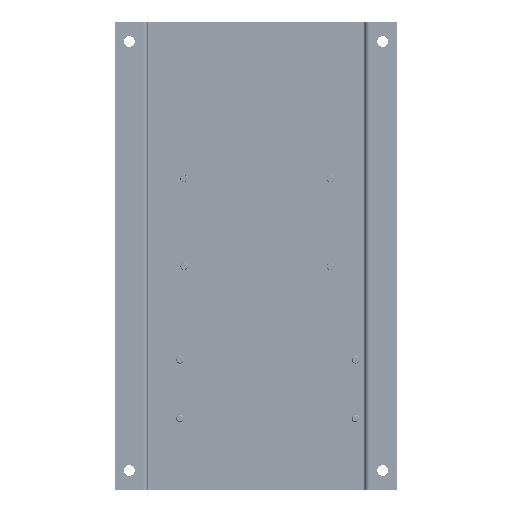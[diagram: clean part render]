
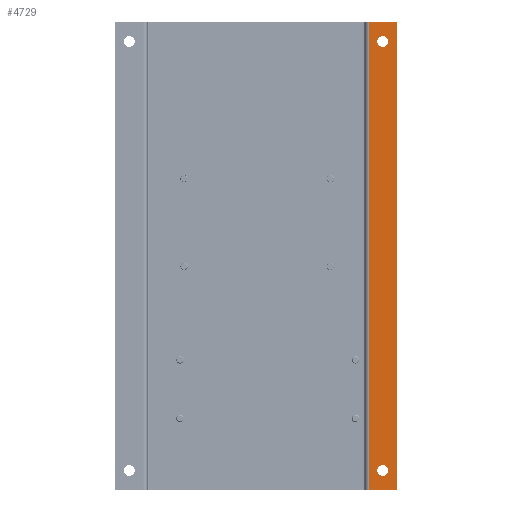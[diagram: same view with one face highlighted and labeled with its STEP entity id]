
A CAD part, front view. The second image highlights one B-rep face of the part: STEP entity #4729.
In plain terms, the highlighted planar face has unit normal (0, -1, 0).
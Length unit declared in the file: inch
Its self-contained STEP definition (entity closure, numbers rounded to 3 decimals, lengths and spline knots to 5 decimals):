
#3926 = DIRECTION ( 'NONE',  ( 0., 1., 0. ) ) ;
#4729 = ADVANCED_FACE ( 'NONE', ( #168103, #173400, #36741 ), #122910, .F. ) ;
#6702 = CARTESIAN_POINT ( 'NONE',  ( 6.44, -7.125, -12.6595 ) ) ;
#14386 = DIRECTION ( 'NONE',  ( -1., 0., 0. ) ) ;
#15304 = CARTESIAN_POINT ( 'NONE',  ( 6.44, -7.125, 9.3405 ) ) ;
#23779 = DIRECTION ( 'NONE',  ( 0., 0., -1. ) ) ;
#30086 = ORIENTED_EDGE ( 'NONE', *, *, #171040, .T. ) ;
#31935 = LINE ( 'NONE', #32269, #117641 ) ;
#32269 = CARTESIAN_POINT ( 'NONE',  ( 5.69, -7.125, 10.3405 ) ) ;
#32456 = DIRECTION ( 'NONE',  ( 0., 0., -1. ) ) ;
#33507 = VERTEX_POINT ( 'NONE', #142829 ) ;
#35413 = LINE ( 'NONE', #201671, #161349 ) ;
#35794 = AXIS2_PLACEMENT_3D ( 'NONE', #106340, #3926, #123647 ) ;
#36483 = ORIENTED_EDGE ( 'NONE', *, *, #181544, .F. ) ;
#36741 = FACE_OUTER_BOUND ( 'NONE', #64713, .T. ) ;
#42223 = EDGE_LOOP ( 'NONE', ( #179789, #61629 ) ) ;
#42759 = AXIS2_PLACEMENT_3D ( 'NONE', #15304, #135094, #32456 ) ;
#47246 = AXIS2_PLACEMENT_3D ( 'NONE', #177635, #74975, #194825 ) ;
#48846 = EDGE_CURVE ( 'NONE', #33507, #210688, #53815, .T. ) ;
#53226 = ORIENTED_EDGE ( 'NONE', *, *, #122674, .T. ) ;
#53815 = CIRCLE ( 'NONE', #47246, 0.281 ) ;
#55444 = CARTESIAN_POINT ( 'NONE',  ( 7.19, -7.125, -13.6595 ) ) ;
#56464 = VECTOR ( 'NONE', #118959, 39.37008 ) ;
#58561 = DIRECTION ( 'NONE',  ( 0., 1., 0. ) ) ;
#61326 = VECTOR ( 'NONE', #72640, 39.37008 ) ;
#61629 = ORIENTED_EDGE ( 'NONE', *, *, #48846, .T. ) ;
#61847 = LINE ( 'NONE', #153469, #56464 ) ;
#62753 = ORIENTED_EDGE ( 'NONE', *, *, #204090, .F. ) ;
#64713 = EDGE_LOOP ( 'NONE', ( #71394, #62753, #36483, #131563 ) ) ;
#71394 = ORIENTED_EDGE ( 'NONE', *, *, #201670, .T. ) ;
#72640 = DIRECTION ( 'NONE',  ( 0., 0., 1. ) ) ;
#74975 = DIRECTION ( 'NONE',  ( 0., 1., 0. ) ) ;
#82490 = VERTEX_POINT ( 'NONE', #168579 ) ;
#88144 = VERTEX_POINT ( 'NONE', #209861 ) ;
#88540 = EDGE_LOOP ( 'NONE', ( #30086, #53226 ) ) ;
#89220 = CIRCLE ( 'NONE', #115449, 0.281 ) ;
#103851 = CARTESIAN_POINT ( 'NONE',  ( 7.19, -7.125, -13.6595 ) ) ;
#106340 = CARTESIAN_POINT ( 'NONE',  ( 5.69, -7.125, -13.6595 ) ) ;
#114107 = CARTESIAN_POINT ( 'NONE',  ( 6.44, -7.125, -12.9405 ) ) ;
#115449 = AXIS2_PLACEMENT_3D ( 'NONE', #161156, #58561, #178404 ) ;
#115755 = VERTEX_POINT ( 'NONE', #152948 ) ;
#117641 = VECTOR ( 'NONE', #14386, 39.37008 ) ;
#118959 = DIRECTION ( 'NONE',  ( 0., 0., 1. ) ) ;
#122674 = EDGE_CURVE ( 'NONE', #115755, #124245, #131531, .T. ) ;
#122910 = PLANE ( 'NONE',  #35794 ) ;
#123647 = DIRECTION ( 'NONE',  ( 1., 0., 0. ) ) ;
#124245 = VERTEX_POINT ( 'NONE', #177327 ) ;
#125957 = EDGE_CURVE ( 'NONE', #210688, #33507, #198855, .T. ) ;
#126444 = DIRECTION ( 'NONE',  ( 0., 1., 0. ) ) ;
#131531 = CIRCLE ( 'NONE', #42759, 0.281 ) ;
#131563 = ORIENTED_EDGE ( 'NONE', *, *, #213864, .T. ) ;
#135094 = DIRECTION ( 'NONE',  ( 0., 1., 0. ) ) ;
#142829 = CARTESIAN_POINT ( 'NONE',  ( 6.44, -7.125, -12.3785 ) ) ;
#143466 = VERTEX_POINT ( 'NONE', #103851 ) ;
#150778 = DIRECTION ( 'NONE',  ( -1., 0., 0. ) ) ;
#152469 = LINE ( 'NONE', #55444, #61326 ) ;
#152948 = CARTESIAN_POINT ( 'NONE',  ( 6.44, -7.125, 9.6215 ) ) ;
#153469 = CARTESIAN_POINT ( 'NONE',  ( 5.75, -7.125, -13.6595 ) ) ;
#161156 = CARTESIAN_POINT ( 'NONE',  ( 6.44, -7.125, 9.3405 ) ) ;
#161349 = VECTOR ( 'NONE', #150778, 39.37008 ) ;
#163323 = CARTESIAN_POINT ( 'NONE',  ( 5.75, -7.125, 10.3405 ) ) ;
#168103 = FACE_BOUND ( 'NONE', #42223, .T. ) ;
#168579 = CARTESIAN_POINT ( 'NONE',  ( 5.75, -7.125, -13.6595 ) ) ;
#171040 = EDGE_CURVE ( 'NONE', #124245, #115755, #89220, .T. ) ;
#173400 = FACE_BOUND ( 'NONE', #88540, .T. ) ;
#177327 = CARTESIAN_POINT ( 'NONE',  ( 6.44, -7.125, 9.0595 ) ) ;
#177635 = CARTESIAN_POINT ( 'NONE',  ( 6.44, -7.125, -12.6595 ) ) ;
#178404 = DIRECTION ( 'NONE',  ( 0., 0., -1. ) ) ;
#179789 = ORIENTED_EDGE ( 'NONE', *, *, #125957, .T. ) ;
#181544 = EDGE_CURVE ( 'NONE', #143466, #82490, #35413, .T. ) ;
#187332 = VERTEX_POINT ( 'NONE', #163323 ) ;
#192603 = AXIS2_PLACEMENT_3D ( 'NONE', #6702, #126444, #23779 ) ;
#194825 = DIRECTION ( 'NONE',  ( 0., 0., -1. ) ) ;
#198855 = CIRCLE ( 'NONE', #192603, 0.281 ) ;
#201670 = EDGE_CURVE ( 'NONE', #88144, #187332, #31935, .T. ) ;
#201671 = CARTESIAN_POINT ( 'NONE',  ( 5.69, -7.125, -13.6595 ) ) ;
#204090 = EDGE_CURVE ( 'NONE', #82490, #187332, #61847, .T. ) ;
#209861 = CARTESIAN_POINT ( 'NONE',  ( 7.19, -7.125, 10.3405 ) ) ;
#210688 = VERTEX_POINT ( 'NONE', #114107 ) ;
#213864 = EDGE_CURVE ( 'NONE', #143466, #88144, #152469, .T. ) ;
